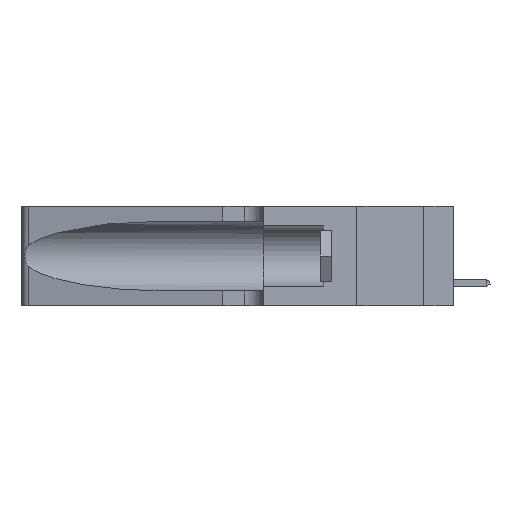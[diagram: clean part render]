
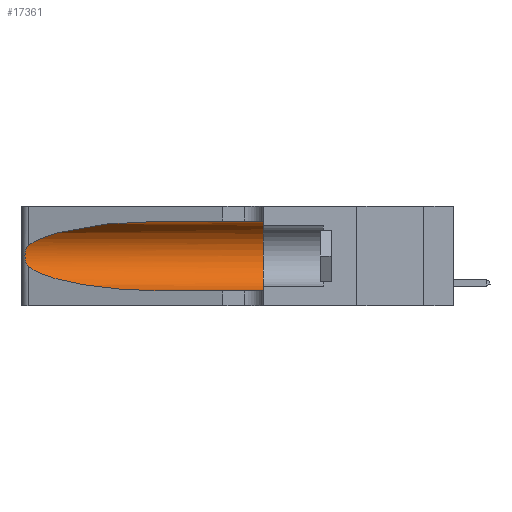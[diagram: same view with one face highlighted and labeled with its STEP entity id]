
A CAD part, left-side view. The second image highlights one B-rep face of the part: STEP entity #17361.
In plain terms, the highlighted cylindrical face has radius 3.308 mm (diameter 6.617 mm), a partial arc.
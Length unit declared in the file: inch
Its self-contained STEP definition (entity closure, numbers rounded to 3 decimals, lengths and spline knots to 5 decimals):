
#1520 = DIRECTION ( 'NONE',  ( 0., -1., 0. ) ) ;
#1925 =( BOUNDED_CURVE ( )  B_SPLINE_CURVE ( 3, ( #18978, #5481, #27860, #21013 ),
 .UNSPECIFIED., .F., .F. ) 
 B_SPLINE_CURVE_WITH_KNOTS ( ( 4, 4 ),
 ( 1.5708, 2.84003 ),
 .UNSPECIFIED. ) 
 CURVE ( )  GEOMETRIC_REPRESENTATION_ITEM ( )  RATIONAL_B_SPLINE_CURVE ( ( 1., 0.87, 0.87, 1. ) ) 
 REPRESENTATION_ITEM ( '' )  );
#3156 = VECTOR ( 'NONE', #19808, 39.37008 ) ;
#3360 = EDGE_CURVE ( 'NONE', #27662, #25393, #6764, .T. ) ;
#4072 = CARTESIAN_POINT ( 'NONE',  ( 0.1305, 0.35, 0.05475 ) ) ;
#4497 = VECTOR ( 'NONE', #11145, 39.37008 ) ;
#4758 = CARTESIAN_POINT ( 'NONE',  ( 0.1305, 0.72297, 0.05475 ) ) ;
#4918 = ORIENTED_EDGE ( 'NONE', *, *, #25403, .F. ) ;
#5191 = CARTESIAN_POINT ( 'NONE',  ( 0.25555, 1.22993, 0.14849 ) ) ;
#5481 = CARTESIAN_POINT ( 'NONE',  ( 0.18966, 0.96281, 0.31525 ) ) ;
#5709 = VERTEX_POINT ( 'NONE', #13908 ) ;
#5982 = EDGE_CURVE ( 'NONE', #23385, #5709, #19643, .T. ) ;
#6671 = LINE ( 'NONE', #11341, #4497 ) ;
#6722 = EDGE_CURVE ( 'NONE', #11592, #23385, #1925, .T. ) ;
#6764 = CIRCLE ( 'NONE', #27630, 0.13025 ) ;
#7128 = CARTESIAN_POINT ( 'NONE',  ( 0.18966, 0.96281, 0.05475 ) ) ;
#7737 = CARTESIAN_POINT ( 'NONE',  ( 0.25555, 1.22994, 0.2215 ) ) ;
#7854 = AXIS2_PLACEMENT_3D ( 'NONE', #10522, #1520, #7879 ) ;
#7879 = DIRECTION ( 'NONE',  ( 0., 0., -1. ) ) ;
#8168 = CARTESIAN_POINT ( 'NONE',  ( 0.1305, 0.35, 0.185 ) ) ;
#8502 = CARTESIAN_POINT ( 'NONE',  ( 0.25487, 1.22718, 0.22369 ) ) ;
#9106 = LINE ( 'NONE', #15495, #3156 ) ;
#9166 = CARTESIAN_POINT ( 'NONE',  ( 0.25487, 1.22718, 0.14631 ) ) ;
#9453 = EDGE_LOOP ( 'NONE', ( #23124, #19006, #13495, #25827, #17725, #4918 ) ) ;
#9788 = CARTESIAN_POINT ( 'NONE',  ( 0.26017, 1.23833, 0.17102 ) ) ;
#9982 = CARTESIAN_POINT ( 'NONE',  ( 0.25487, 1.22718, 0.14631 ) ) ;
#10522 = CARTESIAN_POINT ( 'NONE',  ( 0.1305, 1.61858, 0.185 ) ) ;
#11145 = DIRECTION ( 'NONE',  ( 0., -1., 0. ) ) ;
#11341 = CARTESIAN_POINT ( 'NONE',  ( 0.1305, 1.61858, 0.05475 ) ) ;
#11592 = VERTEX_POINT ( 'NONE', #16673 ) ;
#12085 = CARTESIAN_POINT ( 'NONE',  ( 0.25639, 1.23184, 0.21858 ) ) ;
#13495 = ORIENTED_EDGE ( 'NONE', *, *, #28775, .T. ) ;
#13908 = CARTESIAN_POINT ( 'NONE',  ( 0.25487, 1.22718, 0.14631 ) ) ;
#14121 = CARTESIAN_POINT ( 'NONE',  ( 0.25487, 1.22718, 0.22369 ) ) ;
#14221 = CARTESIAN_POINT ( 'NONE',  ( 0.25639, 1.23186, 0.15144 ) ) ;
#14808 = DIRECTION ( 'NONE',  ( 0., 0., 1. ) ) ;
#15020 = VERTEX_POINT ( 'NONE', #19905 ) ;
#15495 = CARTESIAN_POINT ( 'NONE',  ( 0.1305, 1.61858, 0.31525 ) ) ;
#15700 =( BOUNDED_CURVE ( )  B_SPLINE_CURVE ( 3, ( #9166, #15804, #7128, #4758 ),
 .UNSPECIFIED., .F., .T. ) 
 B_SPLINE_CURVE_WITH_KNOTS ( ( 4, 4 ),
 ( 3.44316, 4.71239 ),
 .UNSPECIFIED. ) 
 CURVE ( )  GEOMETRIC_REPRESENTATION_ITEM ( )  RATIONAL_B_SPLINE_CURVE ( ( 1., 0.87, 0.87, 1. ) ) 
 REPRESENTATION_ITEM ( '' )  );
#15804 = CARTESIAN_POINT ( 'NONE',  ( 0.2373, 1.15595, 0.08982 ) ) ;
#16673 = CARTESIAN_POINT ( 'NONE',  ( 0.1305, 0.72297, 0.31525 ) ) ;
#17361 = ADVANCED_FACE ( 'NONE', ( #27364 ), #25261, .F. ) ;
#17725 = ORIENTED_EDGE ( 'NONE', *, *, #3360, .F. ) ;
#18590 = CARTESIAN_POINT ( 'NONE',  ( 0.25856, 1.23593, 0.16098 ) ) ;
#18785 = CARTESIAN_POINT ( 'NONE',  ( 0.26018, 1.23835, 0.19895 ) ) ;
#18978 = CARTESIAN_POINT ( 'NONE',  ( 0.1305, 0.72297, 0.31525 ) ) ;
#19006 = ORIENTED_EDGE ( 'NONE', *, *, #5982, .T. ) ;
#19255 = EDGE_CURVE ( 'NONE', #15020, #25393, #6671, .T. ) ;
#19643 = B_SPLINE_CURVE_WITH_KNOTS ( 'NONE', 3,
 ( #14121, #7737, #12085, #22991, #23082, #18785, #27865, #21018, #9788, #18590, #27575, #14221, #5191, #9982 ),
 .UNSPECIFIED., .F., .F.,
 ( 4, 2, 2, 2, 2, 2, 4 ),
 ( 0., 0.00027, 0.00053, 0.00107, 0.0016, 0.00187, 0.00214 ),
 .UNSPECIFIED. ) ;
#19808 = DIRECTION ( 'NONE',  ( 0., -1., 0. ) ) ;
#19905 = CARTESIAN_POINT ( 'NONE',  ( 0.1305, 0.72297, 0.05475 ) ) ;
#21013 = CARTESIAN_POINT ( 'NONE',  ( 0.25487, 1.22718, 0.22369 ) ) ;
#21018 = CARTESIAN_POINT ( 'NONE',  ( 0.26075, 1.23896, 0.178 ) ) ;
#22991 = CARTESIAN_POINT ( 'NONE',  ( 0.25787, 1.23484, 0.2124 ) ) ;
#23082 = CARTESIAN_POINT ( 'NONE',  ( 0.25854, 1.2359, 0.20912 ) ) ;
#23124 = ORIENTED_EDGE ( 'NONE', *, *, #6722, .T. ) ;
#23385 = VERTEX_POINT ( 'NONE', #8502 ) ;
#25261 = CYLINDRICAL_SURFACE ( 'NONE', #7854, 0.13025 ) ;
#25393 = VERTEX_POINT ( 'NONE', #4072 ) ;
#25403 = EDGE_CURVE ( 'NONE', #11592, #27662, #9106, .T. ) ;
#25544 = CARTESIAN_POINT ( 'NONE',  ( 0.1305, 0.35, 0.31525 ) ) ;
#25827 = ORIENTED_EDGE ( 'NONE', *, *, #19255, .T. ) ;
#27364 = FACE_OUTER_BOUND ( 'NONE', #9453, .T. ) ;
#27575 = CARTESIAN_POINT ( 'NONE',  ( 0.25789, 1.23486, 0.15765 ) ) ;
#27630 = AXIS2_PLACEMENT_3D ( 'NONE', #8168, #28198, #14808 ) ;
#27662 = VERTEX_POINT ( 'NONE', #25544 ) ;
#27860 = CARTESIAN_POINT ( 'NONE',  ( 0.2373, 1.15595, 0.28018 ) ) ;
#27865 = CARTESIAN_POINT ( 'NONE',  ( 0.26075, 1.23896, 0.19203 ) ) ;
#28198 = DIRECTION ( 'NONE',  ( 0., 1., 0. ) ) ;
#28775 = EDGE_CURVE ( 'NONE', #5709, #15020, #15700, .T. ) ;
